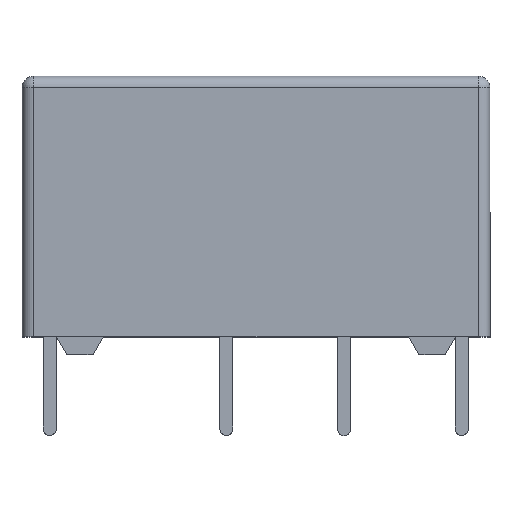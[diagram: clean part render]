
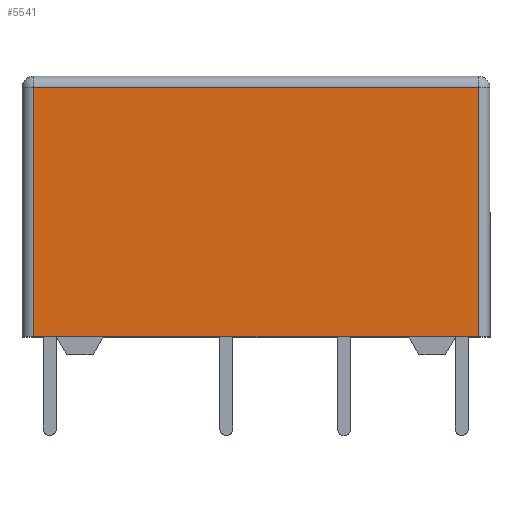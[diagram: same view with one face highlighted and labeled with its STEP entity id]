
A CAD part, top view. The second image highlights one B-rep face of the part: STEP entity #5541.
In plain terms, the highlighted planar face has unit normal (0, 0, 1).
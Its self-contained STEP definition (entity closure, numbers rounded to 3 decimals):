
#450 = EDGE_CURVE ( 'NONE', #19289, #13094, #579, .T. ) ;
#579 = LINE ( 'NONE', #13144, #12098 ) ;
#587 = VECTOR ( 'NONE', #2937, 1000. ) ;
#820 = CARTESIAN_POINT ( 'NONE',  ( 0., 0., 5. ) ) ;
#1543 = ORIENTED_EDGE ( 'NONE', *, *, #450, .T. ) ;
#1928 = CARTESIAN_POINT ( 'NONE',  ( 9.6, 0.75, 5. ) ) ;
#2417 = LINE ( 'NONE', #14675, #587 ) ;
#2911 = LINE ( 'NONE', #12079, #14446 ) ;
#2937 = DIRECTION ( 'NONE',  ( 1., 0., 0. ) ) ;
#3451 = ORIENTED_EDGE ( 'NONE', *, *, #4590, .T. ) ;
#4163 = CARTESIAN_POINT ( 'NONE',  ( 9.6, 0., 5. ) ) ;
#4590 = EDGE_CURVE ( 'NONE', #13094, #11700, #2417, .T. ) ;
#4798 = DIRECTION ( 'NONE',  ( 0., -1., 0. ) ) ;
#5541 = ADVANCED_FACE ( 'NONE', ( #19684 ), #10822, .T. ) ;
#7128 = DIRECTION ( 'NONE',  ( -1., 0., 0. ) ) ;
#7540 = DIRECTION ( 'NONE',  ( 0., 0., 1. ) ) ;
#7577 = CARTESIAN_POINT ( 'NONE',  ( -9.6, 11.5, 5. ) ) ;
#7602 = EDGE_LOOP ( 'NONE', ( #3451, #12973, #8603, #1543 ) ) ;
#8603 = ORIENTED_EDGE ( 'NONE', *, *, #17164, .T. ) ;
#9667 = EDGE_CURVE ( 'NONE', #11700, #20504, #14062, .T. ) ;
#10714 = VECTOR ( 'NONE', #17748, 1000. ) ;
#10822 = PLANE ( 'NONE',  #20614 ) ;
#11700 = VERTEX_POINT ( 'NONE', #1928 ) ;
#11866 = CARTESIAN_POINT ( 'NONE',  ( 9.6, 11.5, 5. ) ) ;
#12079 = CARTESIAN_POINT ( 'NONE',  ( 0., 11.5, 5. ) ) ;
#12098 = VECTOR ( 'NONE', #4798, 1000. ) ;
#12273 = CARTESIAN_POINT ( 'NONE',  ( -9.6, 0.75, 5. ) ) ;
#12628 = DIRECTION ( 'NONE',  ( 1., 0., 0. ) ) ;
#12973 = ORIENTED_EDGE ( 'NONE', *, *, #9667, .T. ) ;
#13094 = VERTEX_POINT ( 'NONE', #12273 ) ;
#13144 = CARTESIAN_POINT ( 'NONE',  ( -9.6, 0.75, 5. ) ) ;
#14062 = LINE ( 'NONE', #4163, #10714 ) ;
#14446 = VECTOR ( 'NONE', #7128, 1000. ) ;
#14675 = CARTESIAN_POINT ( 'NONE',  ( 0., 0.75, 5. ) ) ;
#17164 = EDGE_CURVE ( 'NONE', #20504, #19289, #2911, .T. ) ;
#17748 = DIRECTION ( 'NONE',  ( 0., 1., 0. ) ) ;
#19289 = VERTEX_POINT ( 'NONE', #7577 ) ;
#19684 = FACE_OUTER_BOUND ( 'NONE', #7602, .T. ) ;
#20504 = VERTEX_POINT ( 'NONE', #11866 ) ;
#20614 = AXIS2_PLACEMENT_3D ( 'NONE', #820, #7540, #12628 ) ;
